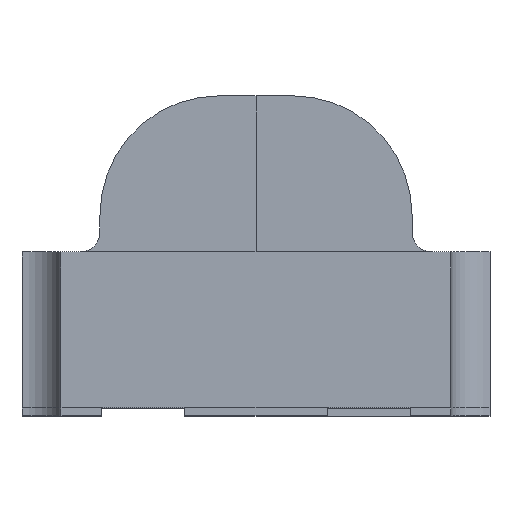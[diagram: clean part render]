
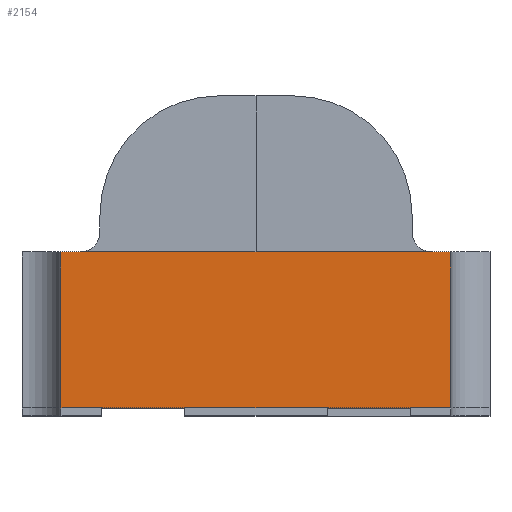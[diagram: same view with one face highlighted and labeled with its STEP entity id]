
A CAD part, top view. The second image highlights one B-rep face of the part: STEP entity #2154.
In plain terms, the highlighted planar face has unit normal (0, 0, 1).
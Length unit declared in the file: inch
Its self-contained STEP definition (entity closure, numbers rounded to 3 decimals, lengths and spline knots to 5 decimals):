
#123 = ORIENTED_EDGE ( 'NONE', *, *, #2681, .F. ) ;
#145 = CARTESIAN_POINT ( 'NONE',  ( -0.04921, 0.03937, 0.01969 ) ) ;
#159 = PLANE ( 'NONE',  #3052 ) ;
#296 = DIRECTION ( 'NONE',  ( 0., -1., 0. ) ) ;
#326 = LINE ( 'NONE', #399, #2615 ) ;
#363 = ORIENTED_EDGE ( 'NONE', *, *, #637, .T. ) ;
#385 = DIRECTION ( 'NONE',  ( 0., -1., 0. ) ) ;
#396 = DIRECTION ( 'NONE',  ( -1., 0., 0. ) ) ;
#399 = CARTESIAN_POINT ( 'NONE',  ( -0.04921, 0.03937, 0.01969 ) ) ;
#601 = FACE_OUTER_BOUND ( 'NONE', #1234, .T. ) ;
#637 = EDGE_CURVE ( 'NONE', #2106, #795, #1705, .T. ) ;
#795 = VERTEX_POINT ( 'NONE', #1353 ) ;
#862 = EDGE_CURVE ( 'NONE', #2541, #2149, #326, .T. ) ;
#884 = VECTOR ( 'NONE', #385, 39.37008 ) ;
#1114 = CARTESIAN_POINT ( 'NONE',  ( -0.04921, 0.03937, 0.01969 ) ) ;
#1119 = DIRECTION ( 'NONE',  ( 1., 0., 0. ) ) ;
#1173 = CARTESIAN_POINT ( 'NONE',  ( -0.04921, 0., 0.01969 ) ) ;
#1209 = VECTOR ( 'NONE', #296, 39.37008 ) ;
#1211 = DIRECTION ( 'NONE',  ( 1., 0., 0. ) ) ;
#1234 = EDGE_LOOP ( 'NONE', ( #123, #1892, #1802, #363 ) ) ;
#1353 = CARTESIAN_POINT ( 'NONE',  ( 0.04921, 0., 0.01969 ) ) ;
#1559 = LINE ( 'NONE', #145, #884 ) ;
#1705 = LINE ( 'NONE', #1173, #2788 ) ;
#1802 = ORIENTED_EDGE ( 'NONE', *, *, #2133, .T. ) ;
#1835 = DIRECTION ( 'NONE',  ( 0., 0., -1. ) ) ;
#1892 = ORIENTED_EDGE ( 'NONE', *, *, #862, .F. ) ;
#2106 = VERTEX_POINT ( 'NONE', #2765 ) ;
#2133 = EDGE_CURVE ( 'NONE', #2541, #2106, #1559, .T. ) ;
#2149 = VERTEX_POINT ( 'NONE', #2779 ) ;
#2154 = ADVANCED_FACE ( 'NONE', ( #601 ), #159, .F. ) ;
#2513 = CARTESIAN_POINT ( 'NONE',  ( -0.04921, 0.03937, 0.01969 ) ) ;
#2541 = VERTEX_POINT ( 'NONE', #2513 ) ;
#2615 = VECTOR ( 'NONE', #1119, 39.37008 ) ;
#2681 = EDGE_CURVE ( 'NONE', #2149, #795, #3041, .T. ) ;
#2765 = CARTESIAN_POINT ( 'NONE',  ( -0.04921, 0., 0.01969 ) ) ;
#2779 = CARTESIAN_POINT ( 'NONE',  ( 0.04921, 0.03937, 0.01969 ) ) ;
#2788 = VECTOR ( 'NONE', #1211, 39.37008 ) ;
#2920 = CARTESIAN_POINT ( 'NONE',  ( 0.04921, 0.03937, 0.01969 ) ) ;
#3041 = LINE ( 'NONE', #2920, #1209 ) ;
#3052 = AXIS2_PLACEMENT_3D ( 'NONE', #1114, #1835, #396 ) ;
